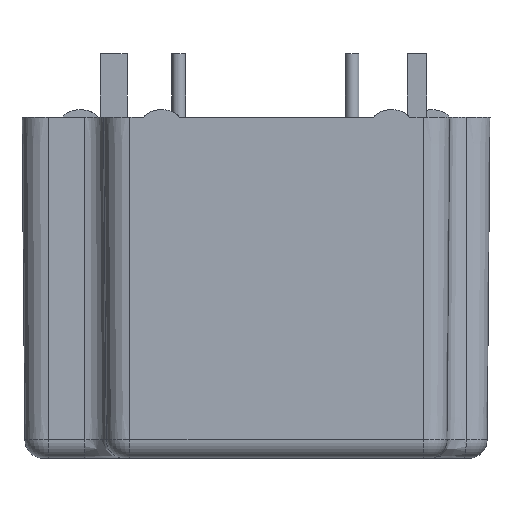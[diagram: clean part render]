
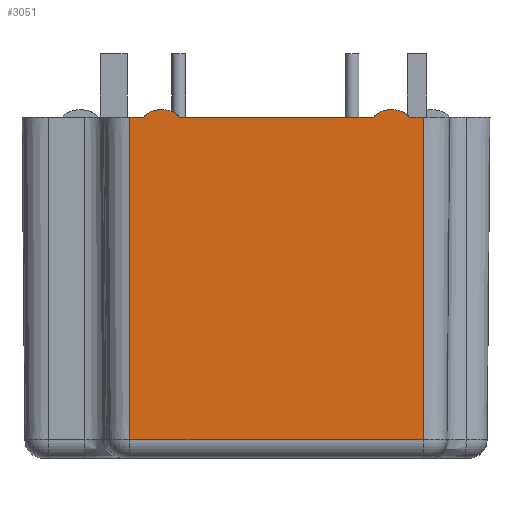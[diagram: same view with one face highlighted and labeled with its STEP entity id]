
A CAD part, front view. The second image highlights one B-rep face of the part: STEP entity #3051.
In plain terms, the highlighted planar face has unit normal (0, -1, -0.009).
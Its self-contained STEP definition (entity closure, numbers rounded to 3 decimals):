
#7 = LINE ( 'NONE', #40, #1913 ) ;
#31 = CARTESIAN_POINT ( 'NONE',  ( 7.377, -16.26, 0.43 ) ) ;
#40 = CARTESIAN_POINT ( 'NONE',  ( -9.66, -16.26, 0.43 ) ) ;
#78 = DIRECTION ( 'NONE',  ( 1., 0., 0. ) ) ;
#128 = VERTEX_POINT ( 'NONE', #1828 ) ;
#164 = VECTOR ( 'NONE', #1844, 1000. ) ;
#222 = VERTEX_POINT ( 'NONE', #2466 ) ;
#250 =( BOUNDED_CURVE ( )  B_SPLINE_CURVE ( 3, ( #357, #3103, #1588, #2605 ),
 .UNSPECIFIED., .F., .F. ) 
 B_SPLINE_CURVE_WITH_KNOTS ( ( 4, 4 ),
 ( 0., 0.874 ),
 .UNSPECIFIED. ) 
 CURVE ( )  GEOMETRIC_REPRESENTATION_ITEM ( )  RATIONAL_B_SPLINE_CURVE ( ( 1., 0.937, 0.937, 1. ) ) 
 REPRESENTATION_ITEM ( '' )  );
#260 = VERTEX_POINT ( 'NONE', #2972 ) ;
#272 =( BOUNDED_CURVE ( )  B_SPLINE_CURVE ( 3, ( #1400, #2073, #1053, #808 ),
 .UNSPECIFIED., .F., .F. ) 
 B_SPLINE_CURVE_WITH_KNOTS ( ( 4, 4 ),
 ( 2.267, 3.142 ),
 .UNSPECIFIED. ) 
 CURVE ( )  GEOMETRIC_REPRESENTATION_ITEM ( )  RATIONAL_B_SPLINE_CURVE ( ( 1., 0.937, 0.937, 1. ) ) 
 REPRESENTATION_ITEM ( '' )  );
#287 = DIRECTION ( 'NONE',  ( -1., 0., 0. ) ) ;
#329 = CARTESIAN_POINT ( 'NONE',  ( -9.66, -16.26, 0.43 ) ) ;
#331 = VECTOR ( 'NONE', #78, 1000. ) ;
#333 = VERTEX_POINT ( 'NONE', #946 ) ;
#357 = CARTESIAN_POINT ( 'NONE',  ( -6.364, -16.26, 0.43 ) ) ;
#419 = EDGE_CURVE ( 'NONE', #678, #2546, #2629, .T. ) ;
#425 = CARTESIAN_POINT ( 'NONE',  ( 6.198, -16.256, 0. ) ) ;
#491 = EDGE_CURVE ( 'NONE', #333, #1039, #2361, .T. ) ;
#518 = EDGE_CURVE ( 'NONE', #260, #964, #272, .T. ) ;
#599 = VECTOR ( 'NONE', #1854, 1000. ) ;
#616 = VECTOR ( 'NONE', #1599, 1000. ) ;
#625 = EDGE_CURVE ( 'NONE', #128, #777, #1752, .T. ) ;
#665 = CARTESIAN_POINT ( 'NONE',  ( 9.108, -16.256, 0. ) ) ;
#678 = VERTEX_POINT ( 'NONE', #665 ) ;
#777 = VERTEX_POINT ( 'NONE', #1403 ) ;
#807 = DIRECTION ( 'NONE',  ( 1., 0., 0. ) ) ;
#808 = CARTESIAN_POINT ( 'NONE',  ( 7.377, -16.26, 0.43 ) ) ;
#832 = CARTESIAN_POINT ( 'NONE',  ( -9.66, -16.256, 0. ) ) ;
#895 = CARTESIAN_POINT ( 'NONE',  ( 0., -16.256, 0. ) ) ;
#910 = CARTESIAN_POINT ( 'NONE',  ( -9.66, -16.091, -18.91 ) ) ;
#946 = CARTESIAN_POINT ( 'NONE',  ( -6.105, -16.26, 0.43 ) ) ;
#950 = LINE ( 'NONE', #2000, #1145 ) ;
#951 = VECTOR ( 'NONE', #807, 1000. ) ;
#958 = EDGE_CURVE ( 'NONE', #1337, #222, #1812, .T. ) ;
#964 = VERTEX_POINT ( 'NONE', #31 ) ;
#999 = PLANE ( 'NONE',  #2758 ) ;
#1000 = EDGE_CURVE ( 'NONE', #964, #128, #7, .T. ) ;
#1031 = EDGE_CURVE ( 'NONE', #1391, #333, #2086, .T. ) ;
#1039 = VERTEX_POINT ( 'NONE', #2082 ) ;
#1045 = VERTEX_POINT ( 'NONE', #1647 ) ;
#1053 = CARTESIAN_POINT ( 'NONE',  ( 7.739, -16.26, 0.43 ) ) ;
#1088 = ORIENTED_EDGE ( 'NONE', *, *, #1000, .T. ) ;
#1094 = LINE ( 'NONE', #895, #331 ) ;
#1145 = VECTOR ( 'NONE', #1765, 1000. ) ;
#1330 = DIRECTION ( 'NONE',  ( 0., 0.009, -1. ) ) ;
#1337 = VERTEX_POINT ( 'NONE', #2904 ) ;
#1355 = VECTOR ( 'NONE', #3270, 1000. ) ;
#1391 = VERTEX_POINT ( 'NONE', #3163 ) ;
#1400 = CARTESIAN_POINT ( 'NONE',  ( 8.298, -16.256, 0. ) ) ;
#1403 = CARTESIAN_POINT ( 'NONE',  ( 6.198, -16.256, 0. ) ) ;
#1488 = ORIENTED_EDGE ( 'NONE', *, *, #1031, .T. ) ;
#1570 = CARTESIAN_POINT ( 'NONE',  ( -5.416, -16.258, 0.277 ) ) ;
#1588 = CARTESIAN_POINT ( 'NONE',  ( -7.052, -16.258, 0.277 ) ) ;
#1599 = DIRECTION ( 'NONE',  ( -1., 0., 0. ) ) ;
#1633 = ORIENTED_EDGE ( 'NONE', *, *, #625, .T. ) ;
#1647 = CARTESIAN_POINT ( 'NONE',  ( -8.094, -16.091, -18.91 ) ) ;
#1752 =( BOUNDED_CURVE ( )  B_SPLINE_CURVE ( 3, ( #1978, #1944, #2979, #425 ),
 .UNSPECIFIED., .F., .F. ) 
 B_SPLINE_CURVE_WITH_KNOTS ( ( 4, 4 ),
 ( 0., 0.874 ),
 .UNSPECIFIED. ) 
 CURVE ( )  GEOMETRIC_REPRESENTATION_ITEM ( )  RATIONAL_B_SPLINE_CURVE ( ( 1., 0.937, 0.937, 1. ) ) 
 REPRESENTATION_ITEM ( '' )  );
#1765 = DIRECTION ( 'NONE',  ( 1., 0., 0. ) ) ;
#1812 = LINE ( 'NONE', #3060, #951 ) ;
#1823 = CARTESIAN_POINT ( 'NONE',  ( -5.184, -16.256, 0. ) ) ;
#1828 = CARTESIAN_POINT ( 'NONE',  ( 7.118, -16.26, 0.43 ) ) ;
#1844 = DIRECTION ( 'NONE',  ( 0., 0.009, -1. ) ) ;
#1847 = ORIENTED_EDGE ( 'NONE', *, *, #491, .T. ) ;
#1854 = DIRECTION ( 'NONE',  ( 1., 0., 0. ) ) ;
#1856 = ORIENTED_EDGE ( 'NONE', *, *, #518, .T. ) ;
#1869 = ORIENTED_EDGE ( 'NONE', *, *, #958, .F. ) ;
#1913 = VECTOR ( 'NONE', #287, 1000. ) ;
#1944 = CARTESIAN_POINT ( 'NONE',  ( 6.757, -16.26, 0.43 ) ) ;
#1971 = ORIENTED_EDGE ( 'NONE', *, *, #419, .F. ) ;
#1978 = CARTESIAN_POINT ( 'NONE',  ( 7.118, -16.26, 0.43 ) ) ;
#2000 = CARTESIAN_POINT ( 'NONE',  ( 0., -16.256, 0. ) ) ;
#2044 = ORIENTED_EDGE ( 'NONE', *, *, #2232, .F. ) ;
#2073 = CARTESIAN_POINT ( 'NONE',  ( 8.066, -16.258, 0.277 ) ) ;
#2082 = CARTESIAN_POINT ( 'NONE',  ( -6.364, -16.26, 0.43 ) ) ;
#2086 =( BOUNDED_CURVE ( )  B_SPLINE_CURVE ( 3, ( #1823, #1570, #3249, #2584 ),
 .UNSPECIFIED., .F., .F. ) 
 B_SPLINE_CURVE_WITH_KNOTS ( ( 4, 4 ),
 ( 2.267, 3.142 ),
 .UNSPECIFIED. ) 
 CURVE ( )  GEOMETRIC_REPRESENTATION_ITEM ( )  RATIONAL_B_SPLINE_CURVE ( ( 1., 0.937, 0.937, 1. ) ) 
 REPRESENTATION_ITEM ( '' )  );
#2189 = EDGE_LOOP ( 'NONE', ( #2320, #1869, #2423, #2850, #1971, #2044, #1856, #1088, #1633, #3131, #1488, #1847 ) ) ;
#2232 = EDGE_CURVE ( 'NONE', #260, #678, #1094, .T. ) ;
#2278 = FACE_OUTER_BOUND ( 'NONE', #2189, .T. ) ;
#2320 = ORIENTED_EDGE ( 'NONE', *, *, #2895, .T. ) ;
#2355 = LINE ( 'NONE', #910, #599 ) ;
#2361 = LINE ( 'NONE', #329, #616 ) ;
#2423 = ORIENTED_EDGE ( 'NONE', *, *, #2722, .T. ) ;
#2466 = CARTESIAN_POINT ( 'NONE',  ( -7.284, -16.256, 0. ) ) ;
#2546 = VERTEX_POINT ( 'NONE', #3161 ) ;
#2584 = CARTESIAN_POINT ( 'NONE',  ( -6.105, -16.26, 0.43 ) ) ;
#2594 = EDGE_CURVE ( 'NONE', #1391, #777, #950, .T. ) ;
#2605 = CARTESIAN_POINT ( 'NONE',  ( -7.284, -16.256, 0. ) ) ;
#2629 = LINE ( 'NONE', #3095, #164 ) ;
#2722 = EDGE_CURVE ( 'NONE', #1337, #1045, #2778, .T. ) ;
#2758 = AXIS2_PLACEMENT_3D ( 'NONE', #832, #2892, #1330 ) ;
#2778 = LINE ( 'NONE', #3023, #1355 ) ;
#2850 = ORIENTED_EDGE ( 'NONE', *, *, #2906, .T. ) ;
#2892 = DIRECTION ( 'NONE',  ( 0., -1., -0.009 ) ) ;
#2895 = EDGE_CURVE ( 'NONE', #1039, #222, #250, .T. ) ;
#2904 = CARTESIAN_POINT ( 'NONE',  ( -8.094, -16.256, 0. ) ) ;
#2906 = EDGE_CURVE ( 'NONE', #1045, #2546, #2355, .T. ) ;
#2972 = CARTESIAN_POINT ( 'NONE',  ( 8.298, -16.256, 0. ) ) ;
#2979 = CARTESIAN_POINT ( 'NONE',  ( 6.43, -16.258, 0.277 ) ) ;
#3023 = CARTESIAN_POINT ( 'NONE',  ( -8.094, -16.256, 0. ) ) ;
#3051 = ADVANCED_FACE ( 'NONE', ( #2278 ), #999, .T. ) ;
#3060 = CARTESIAN_POINT ( 'NONE',  ( 0., -16.256, 0. ) ) ;
#3095 = CARTESIAN_POINT ( 'NONE',  ( 9.108, -4370.963, 499000. ) ) ;
#3103 = CARTESIAN_POINT ( 'NONE',  ( -6.725, -16.26, 0.43 ) ) ;
#3131 = ORIENTED_EDGE ( 'NONE', *, *, #2594, .F. ) ;
#3161 = CARTESIAN_POINT ( 'NONE',  ( 9.108, -16.091, -18.91 ) ) ;
#3163 = CARTESIAN_POINT ( 'NONE',  ( -5.184, -16.256, 0. ) ) ;
#3249 = CARTESIAN_POINT ( 'NONE',  ( -5.743, -16.26, 0.43 ) ) ;
#3270 = DIRECTION ( 'NONE',  ( 0., 0.009, -1. ) ) ;
